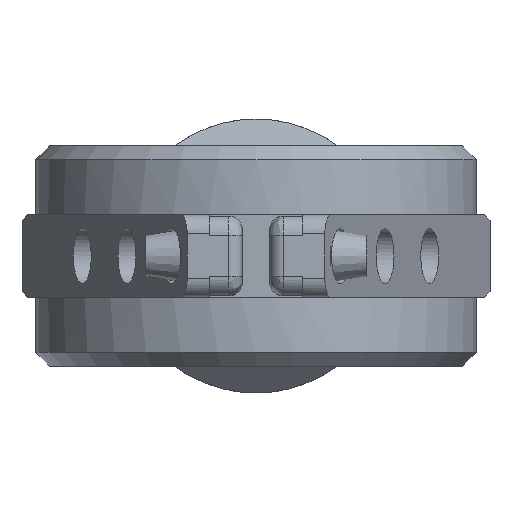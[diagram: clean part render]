
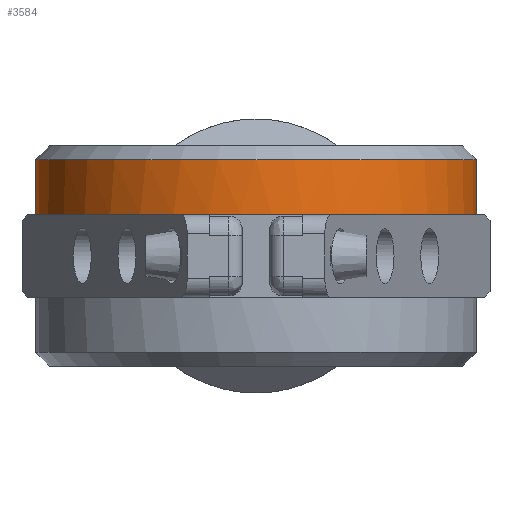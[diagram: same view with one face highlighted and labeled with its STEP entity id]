
A CAD part, front view. The second image highlights one B-rep face of the part: STEP entity #3584.
In plain terms, the highlighted cylindrical face has radius 8 mm (diameter 16 mm), a partial arc.
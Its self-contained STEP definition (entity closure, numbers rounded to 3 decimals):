
#419=LINE('',#5915,#689);
#420=LINE('',#5916,#690);
#689=VECTOR('',#4797,10.);
#690=VECTOR('',#4798,10.);
#794=CYLINDRICAL_SURFACE('',#3940,8.);
#940=FACE_OUTER_BOUND('',#1171,.T.);
#1171=EDGE_LOOP('',(#2869,#2870,#2871,#2872,#2873,#2874));
#1355=CIRCLE('',#3836,8.);
#1364=CIRCLE('',#3878,8.);
#1368=CIRCLE('',#3885,8.);
#1386=CIRCLE('',#3941,8.);
#1564=VERTEX_POINT('',#5525);
#1568=VERTEX_POINT('',#5534);
#1608=VERTEX_POINT('',#5669);
#1653=VERTEX_POINT('',#5766);
#1691=VERTEX_POINT('',#5912);
#1692=VERTEX_POINT('',#5913);
#1919=EDGE_CURVE('',#1564,#1568,#1355,.T.);
#1985=EDGE_CURVE('',#1608,#1564,#1364,.T.);
#2034=EDGE_CURVE('',#1653,#1608,#1368,.T.);
#2109=EDGE_CURVE('',#1691,#1692,#1386,.T.);
#2110=EDGE_CURVE('',#1691,#1653,#419,.T.);
#2111=EDGE_CURVE('',#1568,#1692,#420,.T.);
#2869=ORIENTED_EDGE('',*,*,#2109,.F.);
#2870=ORIENTED_EDGE('',*,*,#2110,.T.);
#2871=ORIENTED_EDGE('',*,*,#2034,.T.);
#2872=ORIENTED_EDGE('',*,*,#1985,.T.);
#2873=ORIENTED_EDGE('',*,*,#1919,.T.);
#2874=ORIENTED_EDGE('',*,*,#2111,.T.);
#3584=ADVANCED_FACE('',(#940),#794,.T.);
#3836=AXIS2_PLACEMENT_3D('',#5536,#4436,#4437);
#3878=AXIS2_PLACEMENT_3D('',#5670,#4572,#4573);
#3885=AXIS2_PLACEMENT_3D('',#5767,#4631,#4632);
#3940=AXIS2_PLACEMENT_3D('',#5911,#4793,#4794);
#3941=AXIS2_PLACEMENT_3D('',#5914,#4795,#4796);
#4436=DIRECTION('center_axis',(0.,0.,
1.));
#4437=DIRECTION('ref_axis',(0.707,-0.707,0.));
#4572=DIRECTION('center_axis',(0.,0.,
1.));
#4573=DIRECTION('ref_axis',(0.707,-0.707,0.));
#4631=DIRECTION('center_axis',(0.,0.,
1.));
#4632=DIRECTION('ref_axis',(0.707,-0.707,0.));
#4793=DIRECTION('center_axis',(0.,0.,1.));
#4794=DIRECTION('ref_axis',(0.707,-0.707,0.));
#4795=DIRECTION('center_axis',(0.,0.,1.));
#4796=DIRECTION('ref_axis',(0.707,-0.707,0.));
#4797=DIRECTION('',(0.,0.,-1.));
#4798=DIRECTION('',(0.,0.,1.));
#5525=CARTESIAN_POINT('',(1.7,-9.317,5.5));
#5534=CARTESIAN_POINT('',(8.,-1.5,5.5));
#5536=CARTESIAN_POINT('Origin',(0.,-1.5,5.5));
#5669=CARTESIAN_POINT('',(-1.7,-9.317,5.5));
#5670=CARTESIAN_POINT('Origin',(0.,-1.5,5.5));
#5766=CARTESIAN_POINT('',(-8.,-1.5,5.5));
#5767=CARTESIAN_POINT('Origin',(0.,-1.5,5.5));
#5911=CARTESIAN_POINT('Origin',(0.,-1.5,0.));
#5912=CARTESIAN_POINT('',(-8.,-1.5,7.5));
#5913=CARTESIAN_POINT('',(8.,-1.5,7.5));
#5914=CARTESIAN_POINT('Origin',(0.,-1.5,7.5));
#5915=CARTESIAN_POINT('',(-8.,-1.5,0.));
#5916=CARTESIAN_POINT('',(8.,-1.5,0.));
